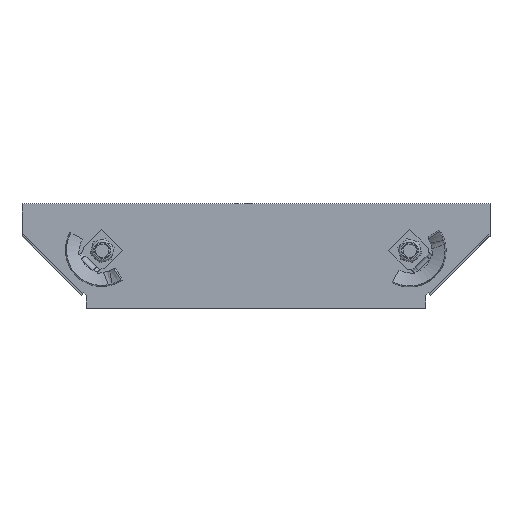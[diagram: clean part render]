
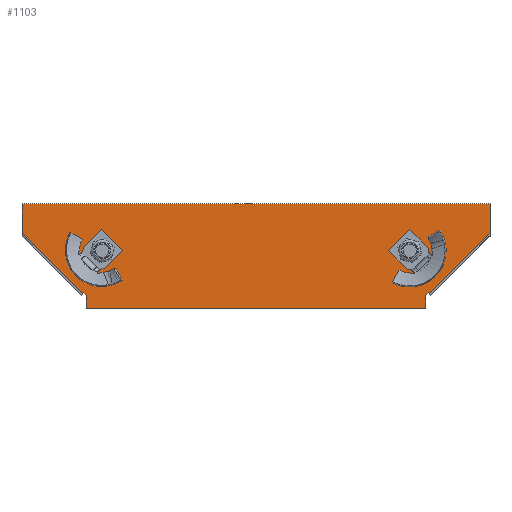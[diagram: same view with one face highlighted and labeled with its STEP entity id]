
A CAD part, top view. The second image highlights one B-rep face of the part: STEP entity #1103.
In plain terms, the highlighted planar face has unit normal (0, 0, 1).
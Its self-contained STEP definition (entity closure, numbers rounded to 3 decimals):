
#120 = VERTEX_POINT ( 'NONE', #5903 ) ;
#173 = CARTESIAN_POINT ( 'NONE',  ( 84.454, 34.724, 0. ) ) ;
#220 = DIRECTION ( 'NONE',  ( -0.707, 0.707, 0. ) ) ;
#230 = ORIENTED_EDGE ( 'NONE', *, *, #2621, .T. ) ;
#271 = EDGE_CURVE ( 'NONE', #1134, #2193, #5359, .T. ) ;
#283 = CARTESIAN_POINT ( 'NONE',  ( -118.653, 22.488, 0. ) ) ;
#324 = VERTEX_POINT ( 'NONE', #2221 ) ;
#334 = VERTEX_POINT ( 'NONE', #4652 ) ;
#394 = EDGE_CURVE ( 'NONE', #1786, #4334, #4534, .T. ) ;
#430 = LINE ( 'NONE', #4907, #5334 ) ;
#518 = DIRECTION ( 'NONE',  ( -1., 0., 0. ) ) ;
#616 = ORIENTED_EDGE ( 'NONE', *, *, #4361, .T. ) ;
#623 = DIRECTION ( 'NONE',  ( -1., 0., 0. ) ) ;
#650 = EDGE_CURVE ( 'NONE', #722, #1134, #3875, .T. ) ;
#701 = ORIENTED_EDGE ( 'NONE', *, *, #3035, .T. ) ;
#707 = EDGE_LOOP ( 'NONE', ( #4043, #978 ) ) ;
#722 = VERTEX_POINT ( 'NONE', #3542 ) ;
#732 = CIRCLE ( 'NONE', #4003, 8.25 ) ;
#745 = EDGE_CURVE ( 'NONE', #4728, #1405, #4023, .T. ) ;
#796 = VECTOR ( 'NONE', #3885, 1000. ) ;
#835 = ORIENTED_EDGE ( 'NONE', *, *, #4007, .T. ) ;
#888 = FACE_BOUND ( 'NONE', #707, .T. ) ;
#910 = DIRECTION ( 'NONE',  ( 0., 0., -1. ) ) ;
#954 = LINE ( 'NONE', #2779, #4442 ) ;
#978 = ORIENTED_EDGE ( 'NONE', *, *, #5971, .F. ) ;
#1103 = ADVANCED_FACE ( 'NONE', ( #888, #3944, #1515 ), #5523, .F. ) ;
#1116 = DIRECTION ( 'NONE',  ( 0.707, -0.707, 0. ) ) ;
#1134 = VERTEX_POINT ( 'NONE', #3729 ) ;
#1172 = CARTESIAN_POINT ( 'NONE',  ( 141.141, 63., 0. ) ) ;
#1175 = CARTESIAN_POINT ( 'NONE',  ( -100.954, 34.724, 0. ) ) ;
#1287 = DIRECTION ( 'NONE',  ( 0.707, 0.707, 0. ) ) ;
#1405 = VERTEX_POINT ( 'NONE', #1516 ) ;
#1411 = LINE ( 'NONE', #5962, #1558 ) ;
#1425 = ORIENTED_EDGE ( 'NONE', *, *, #2873, .T. ) ;
#1515 = FACE_BOUND ( 'NONE', #6154, .T. ) ;
#1516 = CARTESIAN_POINT ( 'NONE',  ( -141.141, 63., 0. ) ) ;
#1527 = CARTESIAN_POINT ( 'NONE',  ( -102.25, 0., 0. ) ) ;
#1558 = VECTOR ( 'NONE', #1765, 1000. ) ;
#1620 = ORIENTED_EDGE ( 'NONE', *, *, #1878, .T. ) ;
#1622 = DIRECTION ( 'NONE',  ( 0., 0., -1. ) ) ;
#1721 = DIRECTION ( 'NONE',  ( -1., 0., 0. ) ) ;
#1765 = DIRECTION ( 'NONE',  ( 0., -1., 0. ) ) ;
#1780 = DIRECTION ( 'NONE',  ( -1., 0., 0. ) ) ;
#1786 = VERTEX_POINT ( 'NONE', #5129 ) ;
#1806 = VECTOR ( 'NONE', #4799, 1000. ) ;
#1878 = EDGE_CURVE ( 'NONE', #2359, #5461, #5198, .T. ) ;
#1933 = VECTOR ( 'NONE', #1116, 1000. ) ;
#2064 = CIRCLE ( 'NONE', #3879, 8.25 ) ;
#2193 = VERTEX_POINT ( 'NONE', #6121 ) ;
#2221 = CARTESIAN_POINT ( 'NONE',  ( 102.25, 0., 0. ) ) ;
#2281 = CARTESIAN_POINT ( 'NONE',  ( -84.454, 34.724, 0. ) ) ;
#2296 = DIRECTION ( 'NONE',  ( 0., 0., 1. ) ) ;
#2359 = VERTEX_POINT ( 'NONE', #2281 ) ;
#2458 = VECTOR ( 'NONE', #4488, 1000. ) ;
#2529 = VECTOR ( 'NONE', #1287, 1000. ) ;
#2540 = CARTESIAN_POINT ( 'NONE',  ( 92.704, 34.724, 0. ) ) ;
#2575 = EDGE_CURVE ( 'NONE', #6014, #120, #5559, .T. ) ;
#2592 = CARTESIAN_POINT ( 'NONE',  ( 104.018, 9.268, 0. ) ) ;
#2621 = EDGE_CURVE ( 'NONE', #6139, #324, #954, .T. ) ;
#2634 = ORIENTED_EDGE ( 'NONE', *, *, #5161, .T. ) ;
#2663 = VECTOR ( 'NONE', #5990, 1000. ) ;
#2771 = DIRECTION ( 'NONE',  ( -1., 0., 0. ) ) ;
#2779 = CARTESIAN_POINT ( 'NONE',  ( 102.25, 0., 0. ) ) ;
#2873 = EDGE_CURVE ( 'NONE', #4334, #4728, #3291, .T. ) ;
#2946 = DIRECTION ( 'NONE',  ( 0.707, -0.707, 0. ) ) ;
#2983 = DIRECTION ( 'NONE',  ( 0., 1., 0. ) ) ;
#2998 = VECTOR ( 'NONE', #1721, 1000. ) ;
#3035 = EDGE_CURVE ( 'NONE', #4807, #6139, #5475, .T. ) ;
#3061 = LINE ( 'NONE', #3280, #2458 ) ;
#3220 = VECTOR ( 'NONE', #220, 1000. ) ;
#3280 = CARTESIAN_POINT ( 'NONE',  ( 102.25, 7.5, 0. ) ) ;
#3291 = LINE ( 'NONE', #4864, #5190 ) ;
#3312 = ORIENTED_EDGE ( 'NONE', *, *, #271, .F. ) ;
#3542 = CARTESIAN_POINT ( 'NONE',  ( -104.018, 9.268, 0. ) ) ;
#3544 = CARTESIAN_POINT ( 'NONE',  ( 141.141, 44.977, 0. ) ) ;
#3667 = EDGE_CURVE ( 'NONE', #5644, #1786, #5636, .T. ) ;
#3727 = CARTESIAN_POINT ( 'NONE',  ( 104.018, 9.268, 0. ) ) ;
#3729 = CARTESIAN_POINT ( 'NONE',  ( -104.725, 8.561, 0. ) ) ;
#3827 = ORIENTED_EDGE ( 'NONE', *, *, #394, .T. ) ;
#3875 = LINE ( 'NONE', #4376, #1806 ) ;
#3879 = AXIS2_PLACEMENT_3D ( 'NONE', #4242, #4714, #518 ) ;
#3885 = DIRECTION ( 'NONE',  ( 0.707, 0.707, 0. ) ) ;
#3944 = FACE_OUTER_BOUND ( 'NONE', #4024, .T. ) ;
#4003 = AXIS2_PLACEMENT_3D ( 'NONE', #2540, #4945, #623 ) ;
#4007 = EDGE_CURVE ( 'NONE', #5461, #2359, #2064, .T. ) ;
#4023 = LINE ( 'NONE', #1172, #2998 ) ;
#4024 = EDGE_LOOP ( 'NONE', ( #616, #3312, #5892, #5323, #701, #230, #5778, #2634, #4294, #3827, #1425, #4471 ) ) ;
#4036 = AXIS2_PLACEMENT_3D ( 'NONE', #4284, #910, #2771 ) ;
#4040 = CARTESIAN_POINT ( 'NONE',  ( -102.25, 0., 0. ) ) ;
#4043 = ORIENTED_EDGE ( 'NONE', *, *, #2575, .F. ) ;
#4064 = CARTESIAN_POINT ( 'NONE',  ( 141.141, 63., 0. ) ) ;
#4189 = CARTESIAN_POINT ( 'NONE',  ( 92.704, 34.724, 0. ) ) ;
#4242 = CARTESIAN_POINT ( 'NONE',  ( -92.704, 34.724, 0. ) ) ;
#4284 = CARTESIAN_POINT ( 'NONE',  ( -92.704, 34.724, 0. ) ) ;
#4294 = ORIENTED_EDGE ( 'NONE', *, *, #3667, .T. ) ;
#4334 = VERTEX_POINT ( 'NONE', #3544 ) ;
#4361 = EDGE_CURVE ( 'NONE', #1405, #2193, #1411, .T. ) ;
#4376 = CARTESIAN_POINT ( 'NONE',  ( -127.213, -13.928, 0. ) ) ;
#4442 = VECTOR ( 'NONE', #4770, 1000. ) ;
#4471 = ORIENTED_EDGE ( 'NONE', *, *, #745, .T. ) ;
#4488 = DIRECTION ( 'NONE',  ( 0., 1., 0. ) ) ;
#4534 = LINE ( 'NONE', #4580, #2529 ) ;
#4580 = CARTESIAN_POINT ( 'NONE',  ( 104.725, 8.561, 0. ) ) ;
#4615 = CARTESIAN_POINT ( 'NONE',  ( -141.141, 0., 0. ) ) ;
#4629 = AXIS2_PLACEMENT_3D ( 'NONE', #4189, #2296, #5619 ) ;
#4652 = CARTESIAN_POINT ( 'NONE',  ( 102.25, 7.5, 0. ) ) ;
#4714 = DIRECTION ( 'NONE',  ( 0., 0., -1. ) ) ;
#4728 = VERTEX_POINT ( 'NONE', #4064 ) ;
#4770 = DIRECTION ( 'NONE',  ( 1., 0., 0. ) ) ;
#4799 = DIRECTION ( 'NONE',  ( -0.707, -0.707, 0. ) ) ;
#4807 = VERTEX_POINT ( 'NONE', #5119 ) ;
#4864 = CARTESIAN_POINT ( 'NONE',  ( 141.141, 46.391, 0. ) ) ;
#4907 = CARTESIAN_POINT ( 'NONE',  ( -141.141, 46.391, 0. ) ) ;
#4945 = DIRECTION ( 'NONE',  ( 0., 0., 1. ) ) ;
#4991 = AXIS2_PLACEMENT_3D ( 'NONE', #4615, #1622, #1780 ) ;
#5119 = CARTESIAN_POINT ( 'NONE',  ( -102.25, 7.5, 0. ) ) ;
#5129 = CARTESIAN_POINT ( 'NONE',  ( 104.725, 8.561, 0. ) ) ;
#5161 = EDGE_CURVE ( 'NONE', #334, #5644, #5255, .T. ) ;
#5190 = VECTOR ( 'NONE', #2983, 1000. ) ;
#5198 = CIRCLE ( 'NONE', #4036, 8.25 ) ;
#5255 = LINE ( 'NONE', #6148, #796 ) ;
#5323 = ORIENTED_EDGE ( 'NONE', *, *, #5325, .T. ) ;
#5325 = EDGE_CURVE ( 'NONE', #722, #4807, #430, .T. ) ;
#5334 = VECTOR ( 'NONE', #2946, 1000. ) ;
#5359 = LINE ( 'NONE', #283, #3220 ) ;
#5461 = VERTEX_POINT ( 'NONE', #1175 ) ;
#5475 = LINE ( 'NONE', #4040, #2663 ) ;
#5523 = PLANE ( 'NONE',  #4991 ) ;
#5559 = CIRCLE ( 'NONE', #4629, 8.25 ) ;
#5619 = DIRECTION ( 'NONE',  ( -1., 0., 0. ) ) ;
#5636 = LINE ( 'NONE', #2592, #1933 ) ;
#5644 = VERTEX_POINT ( 'NONE', #3727 ) ;
#5778 = ORIENTED_EDGE ( 'NONE', *, *, #6136, .T. ) ;
#5892 = ORIENTED_EDGE ( 'NONE', *, *, #650, .F. ) ;
#5903 = CARTESIAN_POINT ( 'NONE',  ( 100.954, 34.724, 0. ) ) ;
#5962 = CARTESIAN_POINT ( 'NONE',  ( -141.141, 63., 0. ) ) ;
#5971 = EDGE_CURVE ( 'NONE', #120, #6014, #732, .T. ) ;
#5990 = DIRECTION ( 'NONE',  ( 0., -1., 0. ) ) ;
#6014 = VERTEX_POINT ( 'NONE', #173 ) ;
#6121 = CARTESIAN_POINT ( 'NONE',  ( -141.141, 44.977, 0. ) ) ;
#6136 = EDGE_CURVE ( 'NONE', #324, #334, #3061, .T. ) ;
#6139 = VERTEX_POINT ( 'NONE', #1527 ) ;
#6148 = CARTESIAN_POINT ( 'NONE',  ( 102.25, 7.5, 0. ) ) ;
#6154 = EDGE_LOOP ( 'NONE', ( #835, #1620 ) ) ;
